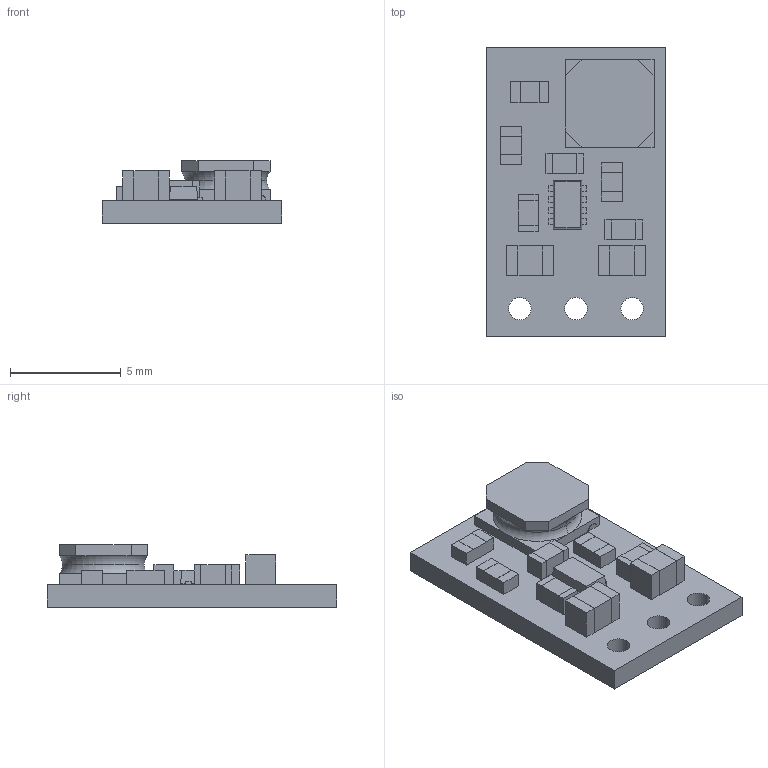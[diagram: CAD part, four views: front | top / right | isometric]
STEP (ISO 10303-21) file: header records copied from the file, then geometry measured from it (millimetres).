
FILE_DESCRIPTION (( 'STEP AP214' ), '1' );
FILE_NAME ('step-up-voltage-regulator-u3v16fx-step.step', '2022-11-18T21:15:03', ( '' ), ( '' ), 'SwSTEP 2.0', 'SolidWorks 2022', '' );
FILE_SCHEMA (( 'AUTOMOTIVE_DESIGN' ));
Length unit declared in the file: millimetre
Products named in the file (1): step-up-voltage-regulator-u3v16fx-step
Bounding box: 8.13 x 13.08 x 2.82 mm (x, y, z)
Volume: 146.7 mm3; surface area: 432.1 mm2
Topology: 21 solids, 21 shells, 642 faces, 1660 edges, 1102 vertices
Faces by surface type: plane 426, bspline 198, cylinder 14, torus 4
Entity records: 33914 total; most frequent: CARTESIAN_POINT 12243, ORIENTED_EDGE 3320, DIRECTION 2196, EDGE_CURVE 1660, VECTOR 1222, LINE 1222, VERTEX_POINT 1102, EDGE_LOOP 690
